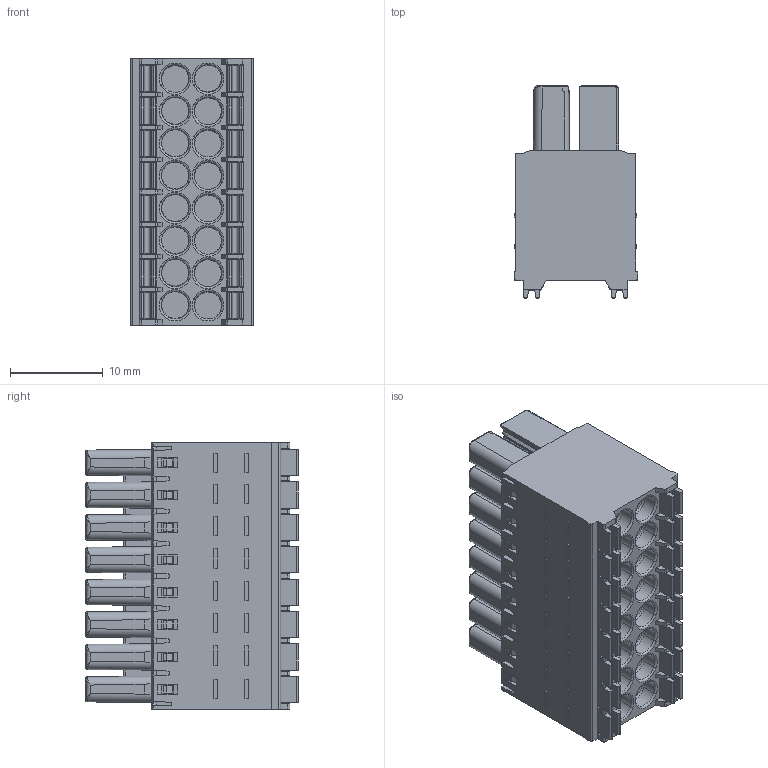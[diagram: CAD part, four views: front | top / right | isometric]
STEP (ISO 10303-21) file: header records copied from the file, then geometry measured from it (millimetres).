
FILE_DESCRIPTION((''),'2;1');
FILE_NAME('TLPSD-010-1','2024-09-25T15:00:17',('sheji109'),(''),'CREO PARAMETRIC BY PTC INC, 2018100','CREO PARAMETRIC BY PTC INC, 2018100','');
FILE_SCHEMA(('CONFIG_CONTROL_DESIGN'));
Products named in the file (1): TLPSD-010-1
Bounding box: 13.31 x 22.95 x 28.8 mm (x, y, z)
Volume: 6253.8 mm3; surface area: 4608.1 mm2
Topology: 1 solids, 1 shells, 1853 faces, 4870 edges, 3133 vertices
Faces by surface type: plane 1114, cylinder 435, bspline 160, cone 80, torus 64
Entity records: 64237 total; most frequent: CARTESIAN_POINT 20237, ORIENTED_EDGE 9740, DIRECTION 8097, EDGE_CURVE 4870, VECTOR 3271, LINE 3271, VERTEX_POINT 3133, AXIS2_PLACEMENT_3D 2413
